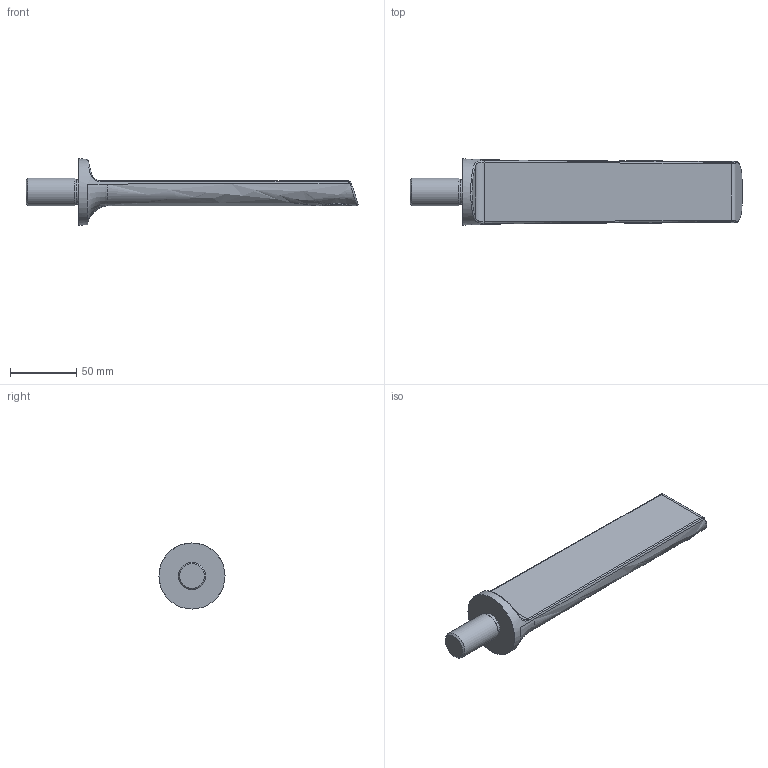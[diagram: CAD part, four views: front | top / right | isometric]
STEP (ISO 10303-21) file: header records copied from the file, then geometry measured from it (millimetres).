
FILE_DESCRIPTION(/* description */ (''),/* implementation_level */ '2;1');
FILE_NAME(/* name */ '3D_TVT107002000_Liberty_V02 Auslauf Knubbel entfernen - done.step',/* time_stamp */ '2023-02-22T16:11:30+01:00',/* author */ (''),/* organization */ (''),/* preprocessor_version */ 'ST-DEVELOPER v19.2',/* originating_system */ 'Autodesk Translation Framework v11.17.0.187',/* authorisation */ '');
FILE_SCHEMA (('AUTOMOTIVE_DESIGN { 1 0 10303 214 3 1 1 }'));
Length unit declared in the file: millimetre
Products named in the file (3): (Nicht gespeichert); PRG0096_034_BOCCA_MURO_195_LAV; Auslauf4_reduziert
Assembly tree (2 placements, depth 2):
  (Nicht gespeichert)
    PRG0096_034_BOCCA_MURO_195_LAV
    Auslauf4_reduziert
Bounding box: 251.34 x 50 x 50 mm (x, y, z)
Volume: 196103.6 mm3; surface area: 31358 mm2
Topology: 1 solids, 1 shells, 49 faces, 121 edges, 76 vertices
Faces by surface type: bspline 28, cylinder 8, plane 7, cone 3, torus 3
Full cylindrical faces by diameter (mm): 18.5 x1, 20.9 x1, 25 x1
Entity records: 5596 total; most frequent: CARTESIAN_POINT 4540, ORIENTED_EDGE 242, DIRECTION 156, EDGE_CURVE 121, VERTEX_POINT 76, AXIS2_PLACEMENT_3D 70, B_SPLINE_CURVE_WITH_KNOTS 60, EDGE_LOOP 51
